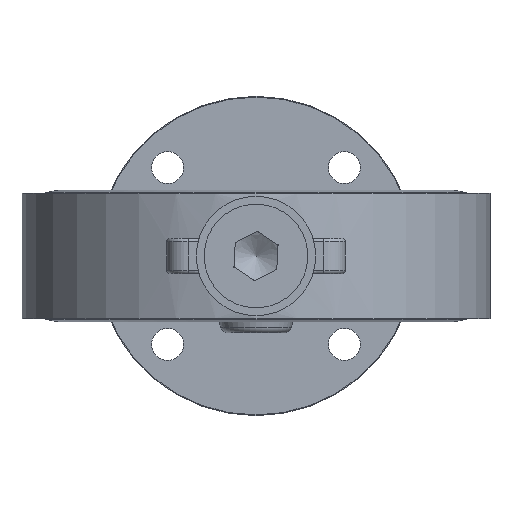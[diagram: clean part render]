
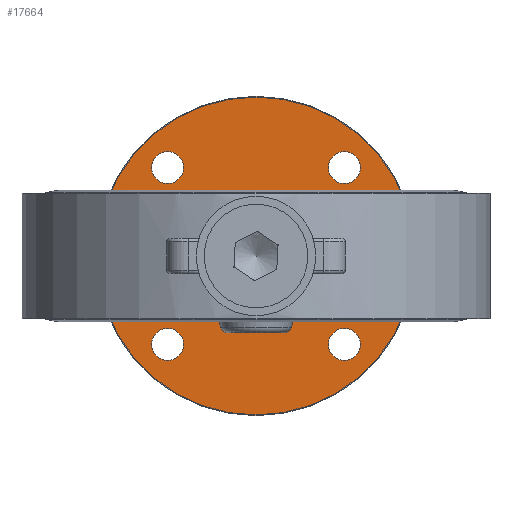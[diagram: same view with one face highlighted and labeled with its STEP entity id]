
A CAD part, front view. The second image highlights one B-rep face of the part: STEP entity #17664.
In plain terms, the highlighted planar face has unit normal (0, -1, 0).
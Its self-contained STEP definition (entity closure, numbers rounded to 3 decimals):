
#562=B_SPLINE_CURVE_WITH_KNOTS('',3,(#27756,#27757,#27758,#27759),
 .UNSPECIFIED.,.F.,.F.,(4,4),(0.626,0.899),
 .UNSPECIFIED.);
#563=B_SPLINE_CURVE_WITH_KNOTS('',3,(#27762,#27763,#27764,#27765),
 .UNSPECIFIED.,.F.,.F.,(4,4),(0.,0.273),.UNSPECIFIED.);
#564=B_SPLINE_CURVE_WITH_KNOTS('',3,(#27774,#27775,#27776,#27777),
 .UNSPECIFIED.,.F.,.F.,(4,4),(0.626,0.899),
 .UNSPECIFIED.);
#565=B_SPLINE_CURVE_WITH_KNOTS('',3,(#27780,#27781,#27782,#27783),
 .UNSPECIFIED.,.F.,.F.,(4,4),(0.,0.273),.UNSPECIFIED.);
#1027=LINE('',#27636,#2292);
#1032=LINE('',#27651,#2297);
#1037=LINE('',#27666,#2302);
#1046=LINE('',#27685,#2311);
#1050=LINE('',#27697,#2315);
#1053=LINE('',#27704,#2318);
#1056=LINE('',#27710,#2321);
#1060=LINE('',#27719,#2325);
#1065=LINE('',#27729,#2330);
#1067=LINE('',#27738,#2332);
#1069=LINE('',#27745,#2334);
#1070=LINE('',#27751,#2335);
#1071=LINE('',#27753,#2336);
#1072=LINE('',#27754,#2337);
#1073=LINE('',#27761,#2338);
#1074=LINE('',#27767,#2339);
#1075=LINE('',#27769,#2340);
#1076=LINE('',#27771,#2341);
#1077=LINE('',#27772,#2342);
#1078=LINE('',#27779,#2343);
#2292=VECTOR('',#20980,10.);
#2297=VECTOR('',#20993,10.);
#2302=VECTOR('',#21004,10.);
#2311=VECTOR('',#21019,10.);
#2315=VECTOR('',#21027,10.);
#2318=VECTOR('',#21034,10.);
#2321=VECTOR('',#21039,10.);
#2325=VECTOR('',#21047,10.);
#2330=VECTOR('',#21056,10.);
#2332=VECTOR('',#21066,10.);
#2334=VECTOR('',#21072,10.);
#2335=VECTOR('',#21079,10.);
#2336=VECTOR('',#21080,10.);
#2337=VECTOR('',#21081,10.);
#2338=VECTOR('',#21082,10.);
#2339=VECTOR('',#21083,10.);
#2340=VECTOR('',#21084,10.);
#2341=VECTOR('',#21085,10.);
#2342=VECTOR('',#21086,10.);
#2343=VECTOR('',#21087,10.);
#3867=FACE_BOUND('',#5400,.T.);
#3868=FACE_BOUND('',#5401,.T.);
#3869=FACE_BOUND('',#5402,.T.);
#3870=FACE_BOUND('',#5403,.T.);
#3871=FACE_BOUND('',#5404,.T.);
#4275=FACE_OUTER_BOUND('',#5399,.T.);
#5399=EDGE_LOOP('',(#12140));
#5400=EDGE_LOOP('',(#12141,#12142,#12143,#12144,#12145,#12146,#12147,#12148,
#12149,#12150,#12151,#12152,#12153,#12154,#12155,#12156,#12157,#12158,#12159,
#12160,#12161,#12162,#12163,#12164));
#5401=EDGE_LOOP('',(#12165));
#5402=EDGE_LOOP('',(#12166));
#5403=EDGE_LOOP('',(#12167));
#5404=EDGE_LOOP('',(#12168));
#6503=CIRCLE('',#18924,44.5);
#6518=CIRCLE('',#18955,4.5);
#6519=CIRCLE('',#18956,4.5);
#6520=CIRCLE('',#18957,4.5);
#6521=CIRCLE('',#18958,4.5);
#7230=VERTEX_POINT('',#27623);
#7235=VERTEX_POINT('',#27633);
#7236=VERTEX_POINT('',#27635);
#7240=VERTEX_POINT('',#27647);
#7242=VERTEX_POINT('',#27650);
#7247=VERTEX_POINT('',#27662);
#7249=VERTEX_POINT('',#27665);
#7256=VERTEX_POINT('',#27683);
#7261=VERTEX_POINT('',#27694);
#7262=VERTEX_POINT('',#27696);
#7264=VERTEX_POINT('',#27702);
#7265=VERTEX_POINT('',#27706);
#7269=VERTEX_POINT('',#27717);
#7272=VERTEX_POINT('',#27727);
#7274=VERTEX_POINT('',#27734);
#7278=VERTEX_POINT('',#27743);
#7280=VERTEX_POINT('',#27750);
#7281=VERTEX_POINT('',#27752);
#7282=VERTEX_POINT('',#27755);
#7283=VERTEX_POINT('',#27760);
#7284=VERTEX_POINT('',#27766);
#7285=VERTEX_POINT('',#27768);
#7286=VERTEX_POINT('',#27770);
#7287=VERTEX_POINT('',#27773);
#7288=VERTEX_POINT('',#27778);
#7289=VERTEX_POINT('',#27784);
#7290=VERTEX_POINT('',#27786);
#7291=VERTEX_POINT('',#27788);
#7292=VERTEX_POINT('',#27790);
#9045=EDGE_CURVE('',#7230,#7230,#6503,.T.);
#9050=EDGE_CURVE('',#7236,#7235,#1027,.T.);
#9057=EDGE_CURVE('',#7242,#7240,#1032,.T.);
#9064=EDGE_CURVE('',#7249,#7247,#1037,.T.);
#9074=EDGE_CURVE('',#7256,#7249,#1046,.T.);
#9079=EDGE_CURVE('',#7262,#7261,#1050,.T.);
#9083=EDGE_CURVE('',#7235,#7264,#1053,.T.);
#9086=EDGE_CURVE('',#7265,#7242,#1056,.T.);
#9090=EDGE_CURVE('',#7261,#7269,#1060,.T.);
#9095=EDGE_CURVE('',#7269,#7272,#1065,.T.);
#9100=EDGE_CURVE('',#7274,#7256,#1067,.T.);
#9103=EDGE_CURVE('',#7264,#7278,#1069,.T.);
#9106=EDGE_CURVE('',#7278,#7280,#1070,.T.);
#9107=EDGE_CURVE('',#7280,#7281,#1071,.T.);
#9108=EDGE_CURVE('',#7281,#7274,#1072,.T.);
#9109=EDGE_CURVE('',#7282,#7247,#562,.F.);
#9110=EDGE_CURVE('',#7283,#7282,#1073,.T.);
#9111=EDGE_CURVE('',#7262,#7283,#563,.F.);
#9112=EDGE_CURVE('',#7272,#7284,#1074,.T.);
#9113=EDGE_CURVE('',#7284,#7285,#1075,.T.);
#9114=EDGE_CURVE('',#7285,#7286,#1076,.T.);
#9115=EDGE_CURVE('',#7286,#7265,#1077,.T.);
#9116=EDGE_CURVE('',#7287,#7240,#564,.F.);
#9117=EDGE_CURVE('',#7288,#7287,#1078,.T.);
#9118=EDGE_CURVE('',#7236,#7288,#565,.F.);
#9119=EDGE_CURVE('',#7289,#7289,#6518,.T.);
#9120=EDGE_CURVE('',#7290,#7290,#6519,.T.);
#9121=EDGE_CURVE('',#7291,#7291,#6520,.T.);
#9122=EDGE_CURVE('',#7292,#7292,#6521,.T.);
#12140=ORIENTED_EDGE('',*,*,#9045,.F.);
#12141=ORIENTED_EDGE('',*,*,#9050,.T.);
#12142=ORIENTED_EDGE('',*,*,#9083,.T.);
#12143=ORIENTED_EDGE('',*,*,#9103,.T.);
#12144=ORIENTED_EDGE('',*,*,#9106,.T.);
#12145=ORIENTED_EDGE('',*,*,#9107,.T.);
#12146=ORIENTED_EDGE('',*,*,#9108,.T.);
#12147=ORIENTED_EDGE('',*,*,#9100,.T.);
#12148=ORIENTED_EDGE('',*,*,#9074,.T.);
#12149=ORIENTED_EDGE('',*,*,#9064,.T.);
#12150=ORIENTED_EDGE('',*,*,#9109,.F.);
#12151=ORIENTED_EDGE('',*,*,#9110,.F.);
#12152=ORIENTED_EDGE('',*,*,#9111,.F.);
#12153=ORIENTED_EDGE('',*,*,#9079,.T.);
#12154=ORIENTED_EDGE('',*,*,#9090,.T.);
#12155=ORIENTED_EDGE('',*,*,#9095,.T.);
#12156=ORIENTED_EDGE('',*,*,#9112,.T.);
#12157=ORIENTED_EDGE('',*,*,#9113,.T.);
#12158=ORIENTED_EDGE('',*,*,#9114,.T.);
#12159=ORIENTED_EDGE('',*,*,#9115,.T.);
#12160=ORIENTED_EDGE('',*,*,#9086,.T.);
#12161=ORIENTED_EDGE('',*,*,#9057,.T.);
#12162=ORIENTED_EDGE('',*,*,#9116,.F.);
#12163=ORIENTED_EDGE('',*,*,#9117,.F.);
#12164=ORIENTED_EDGE('',*,*,#9118,.F.);
#12165=ORIENTED_EDGE('',*,*,#9119,.T.);
#12166=ORIENTED_EDGE('',*,*,#9120,.T.);
#12167=ORIENTED_EDGE('',*,*,#9121,.T.);
#12168=ORIENTED_EDGE('',*,*,#9122,.T.);
#15987=PLANE('',#18954);
#17664=ADVANCED_FACE('',(#4275,#3867,#3868,#3869,#3870,#3871),#15987,.T.);
#18924=AXIS2_PLACEMENT_3D('',#27624,#20971,#20972);
#18954=AXIS2_PLACEMENT_3D('',#27749,#21077,#21078);
#18955=AXIS2_PLACEMENT_3D('',#27785,#21088,#21089);
#18956=AXIS2_PLACEMENT_3D('',#27787,#21090,#21091);
#18957=AXIS2_PLACEMENT_3D('',#27789,#21092,#21093);
#18958=AXIS2_PLACEMENT_3D('',#27791,#21094,#21095);
#20971=DIRECTION('center_axis',(0.,1.,0.));
#20972=DIRECTION('ref_axis',(1.,0.,0.));
#20980=DIRECTION('',(1.,0.,0.));
#20993=DIRECTION('',(-1.,0.,0.));
#21004=DIRECTION('',(1.,0.,0.));
#21019=DIRECTION('',(0.,0.,1.));
#21027=DIRECTION('',(-1.,0.,0.));
#21034=DIRECTION('',(0.,0.,-1.));
#21039=DIRECTION('',(0.,0.,-1.));
#21047=DIRECTION('',(0.,0.,1.));
#21056=DIRECTION('',(-1.,0.,0.));
#21066=DIRECTION('',(1.,0.,0.));
#21072=DIRECTION('',(1.,0.,0.));
#21077=DIRECTION('center_axis',(0.,-1.,0.));
#21078=DIRECTION('ref_axis',(0.,0.,-1.));
#21079=DIRECTION('',(0.199,0.,0.98));
#21080=DIRECTION('',(1.,0.,0.));
#21081=DIRECTION('',(0.199,0.,-0.98));
#21082=DIRECTION('',(0.,0.,1.));
#21083=DIRECTION('',(-0.199,0.,-0.98));
#21084=DIRECTION('',(-1.,0.,0.));
#21085=DIRECTION('',(-0.199,0.,0.98));
#21086=DIRECTION('',(-1.,0.,0.));
#21087=DIRECTION('',(0.,0.,-1.));
#21088=DIRECTION('center_axis',(0.,1.,0.));
#21089=DIRECTION('ref_axis',(0.,0.,1.));
#21090=DIRECTION('center_axis',(0.,1.,0.));
#21091=DIRECTION('ref_axis',(1.,0.,0.));
#21092=DIRECTION('center_axis',(0.,1.,0.));
#21093=DIRECTION('ref_axis',(0.,0.,-1.));
#21094=DIRECTION('center_axis',(0.,1.,0.));
#21095=DIRECTION('ref_axis',(-1.,0.,0.));
#27623=CARTESIAN_POINT('',(-44.5,145.,0.));
#27624=CARTESIAN_POINT('Origin',(0.,145.,0.));
#27633=CARTESIAN_POINT('',(-31.469,145.,5.));
#27635=CARTESIAN_POINT('',(-35.779,145.,5.));
#27636=CARTESIAN_POINT('',(-19.424,145.,5.));
#27647=CARTESIAN_POINT('',(-35.779,145.,-5.));
#27650=CARTESIAN_POINT('',(-31.469,145.,-5.));
#27651=CARTESIAN_POINT('',(-19.424,145.,-5.));
#27662=CARTESIAN_POINT('',(35.779,145.,5.));
#27665=CARTESIAN_POINT('',(31.469,145.,5.));
#27666=CARTESIAN_POINT('',(19.424,145.,5.));
#27683=CARTESIAN_POINT('',(31.469,145.,1.75));
#27685=CARTESIAN_POINT('',(31.469,145.,0.));
#27694=CARTESIAN_POINT('',(31.469,145.,-5.));
#27696=CARTESIAN_POINT('',(35.779,145.,-5.));
#27697=CARTESIAN_POINT('',(19.424,145.,-5.));
#27702=CARTESIAN_POINT('',(-31.469,145.,1.75));
#27704=CARTESIAN_POINT('',(-31.469,145.,0.));
#27706=CARTESIAN_POINT('',(-31.469,145.,-1.75));
#27710=CARTESIAN_POINT('',(-31.469,145.,0.));
#27717=CARTESIAN_POINT('',(31.469,145.,-1.75));
#27719=CARTESIAN_POINT('',(31.469,145.,0.));
#27727=CARTESIAN_POINT('',(18.,145.,-1.75));
#27729=CARTESIAN_POINT('',(0.,145.,-1.75));
#27734=CARTESIAN_POINT('',(18.,145.,1.75));
#27738=CARTESIAN_POINT('',(0.,145.,1.75));
#27743=CARTESIAN_POINT('',(-18.,145.,1.75));
#27745=CARTESIAN_POINT('',(0.,145.,1.75));
#27749=CARTESIAN_POINT('Origin',(0.,145.,0.));
#27750=CARTESIAN_POINT('',(-15.,145.,16.5));
#27751=CARTESIAN_POINT('',(-17.813,145.,2.668));
#27752=CARTESIAN_POINT('',(15.,145.,16.5));
#27753=CARTESIAN_POINT('',(-7.5,145.,16.5));
#27754=CARTESIAN_POINT('',(16.313,145.,10.043));
#27755=CARTESIAN_POINT('',(38.425,145.,4.));
#27756=CARTESIAN_POINT('Ctrl Pts',(35.779,145.,5.));
#27757=CARTESIAN_POINT('Ctrl Pts',(36.689,145.,5.));
#27758=CARTESIAN_POINT('Ctrl Pts',(37.636,145.,4.455));
#27759=CARTESIAN_POINT('Ctrl Pts',(38.425,145.,4.));
#27760=CARTESIAN_POINT('',(38.425,145.,-4.));
#27761=CARTESIAN_POINT('',(38.425,145.,0.));
#27762=CARTESIAN_POINT('Ctrl Pts',(38.425,145.,-4.));
#27763=CARTESIAN_POINT('Ctrl Pts',(37.636,145.,-4.455));
#27764=CARTESIAN_POINT('Ctrl Pts',(36.689,145.,-5.));
#27765=CARTESIAN_POINT('Ctrl Pts',(35.779,145.,-5.));
#27766=CARTESIAN_POINT('',(15.,145.,-16.5));
#27767=CARTESIAN_POINT('',(17.813,145.,-2.668));
#27768=CARTESIAN_POINT('',(-15.,145.,-16.5));
#27769=CARTESIAN_POINT('',(7.5,145.,-16.5));
#27770=CARTESIAN_POINT('',(-18.,145.,-1.75));
#27771=CARTESIAN_POINT('',(-16.313,145.,-10.043));
#27772=CARTESIAN_POINT('',(0.,145.,-1.75));
#27773=CARTESIAN_POINT('',(-38.425,145.,-4.));
#27774=CARTESIAN_POINT('Ctrl Pts',(-35.779,145.,-5.));
#27775=CARTESIAN_POINT('Ctrl Pts',(-36.689,145.,-5.));
#27776=CARTESIAN_POINT('Ctrl Pts',(-37.636,145.,-4.455));
#27777=CARTESIAN_POINT('Ctrl Pts',(-38.425,145.,-4.));
#27778=CARTESIAN_POINT('',(-38.425,145.,4.));
#27779=CARTESIAN_POINT('',(-38.425,145.,0.));
#27780=CARTESIAN_POINT('Ctrl Pts',(-38.425,145.,4.));
#27781=CARTESIAN_POINT('Ctrl Pts',(-37.636,145.,4.455));
#27782=CARTESIAN_POINT('Ctrl Pts',(-36.689,145.,5.));
#27783=CARTESIAN_POINT('Ctrl Pts',(-35.779,145.,5.));
#27784=CARTESIAN_POINT('',(-24.749,145.,20.249));
#27785=CARTESIAN_POINT('Origin',(-24.749,145.,24.749));
#27786=CARTESIAN_POINT('',(20.249,145.,24.749));
#27787=CARTESIAN_POINT('Origin',(24.749,145.,24.749));
#27788=CARTESIAN_POINT('',(24.749,145.,-20.249));
#27789=CARTESIAN_POINT('Origin',(24.749,145.,-24.749));
#27790=CARTESIAN_POINT('',(-20.249,145.,-24.749));
#27791=CARTESIAN_POINT('Origin',(-24.749,145.,-24.749));
